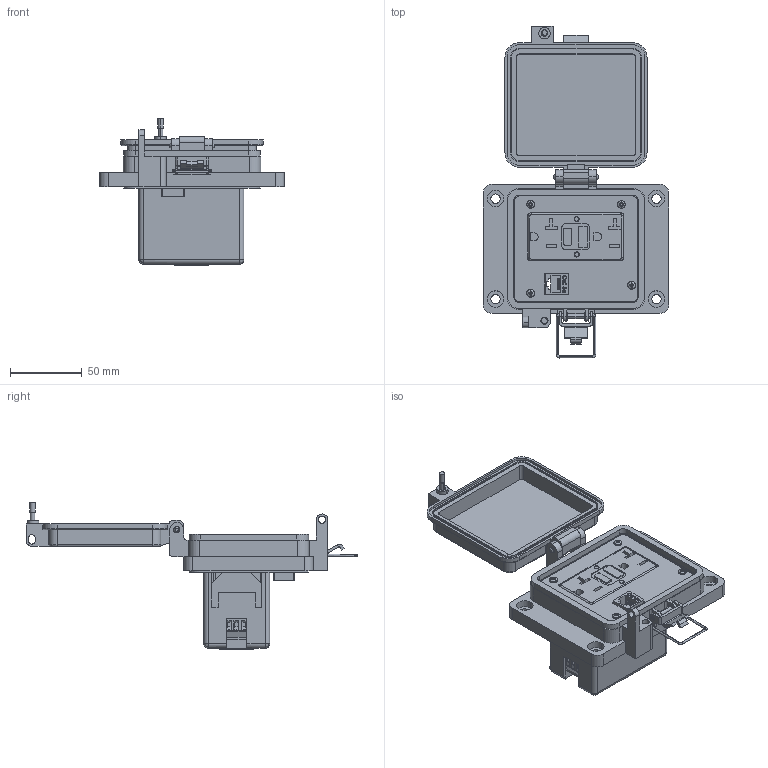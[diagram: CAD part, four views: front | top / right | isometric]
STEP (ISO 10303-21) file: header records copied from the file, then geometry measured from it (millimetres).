
FILE_DESCRIPTION (( 'STEP AP203' ), '1' );
FILE_NAME ('P-R2-K3RF0_3D.STEP', '2020-11-18T13:55:15', ( '' ), ( '' ), 'SwSTEP 2.0', 'SolidWorks 2019', '' );
FILE_SCHEMA (( 'CONFIG_CONTROL_DESIGN' ));
Length unit declared in the file: millimetre
Products named in the file (11): R2; Z-300-RJ45CAT5; P-R2-K3RF0_TP; Z-H-K3_B; P-R2-K3RF0_3D; Z-200-OTLT-RIOF_RF; P-R2-K3RF0_BP; P-R2-K3RF0_FP; Z-200-OTLT-GFIH-1_sheared; RF; 90272A106_ZINC-PLTD STL PAN HEAD PHILLIPS MACHINE SCREW_90272A106
Assembly tree (13 placements, depth 3):
  P-R2-K3RF0_3D
    P-R2-K3RF0_BP
    P-R2-K3RF0_FP
    P-R2-K3RF0_TP
    90272A106_ZINC-PLTD STL PAN HEAD PHILLIPS MACHINE SCREW_90272A106  x4
    R2
      Z-300-RJ45CAT5
    RF
      Z-200-OTLT-RIOF_RF
      Z-200-OTLT-GFIH-1_sheared
    Z-H-K3_B
Bounding box: 129 x 231.18 x 102.7 mm (x, y, z)
Volume: 285785.3 mm3; surface area: 175668.4 mm2
Topology: 35 solids, 35 shells, 2628 faces, 7209 edges, 4750 vertices
Faces by surface type: plane 1492, cylinder 820, bspline 183, cone 59, torus 46, sphere 28
Entity records: 80589 total; most frequent: CARTESIAN_POINT 20798, ORIENTED_EDGE 12660, DIRECTION 11419, EDGE_CURVE 6330, VECTOR 4391, LINE 4391, VERTEX_POINT 4171, AXIS2_PLACEMENT_3D 3514
